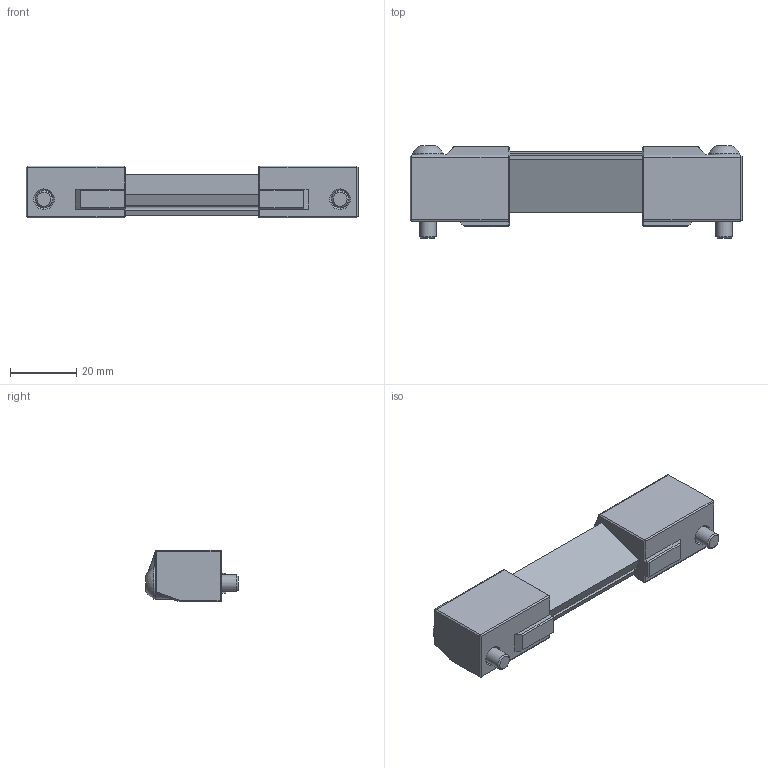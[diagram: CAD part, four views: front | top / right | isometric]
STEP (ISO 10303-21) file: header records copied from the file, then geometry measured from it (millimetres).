
FILE_DESCRIPTION(/* description */ (''),/* implementation_level */ '2;1');
FILE_NAME(/* name */ 'led_low_profile_extrusion_mount.step',/* time_stamp */ '2021-08-06T13:31:22-07:00',/* author */ (''),/* organization */ (''),/* preprocessor_version */ 'ST-DEVELOPER v18.1',/* originating_system */ 'Autodesk Translation Framework v10.9.0.1377',/* authorisation */ '');
FILE_SCHEMA (('AUTOMOTIVE_DESIGN { 1 0 10303 214 3 1 1 }'));
Length unit declared in the file: millimetre
Products named in the file (6): LED Low Profile Extrusion Mount; LED Extrusion; Mounts; Left Mount; M5x25 BHCS; Right Mount with Wire Routing
Assembly tree (6 placements, depth 3):
  LED Low Profile Extrusion Mount
    LED Extrusion
    Mounts
      Left Mount
      M5x25 BHCS  x2
      Right Mount with Wire Routing
Bounding box: 100 x 27.75 x 15.64 mm (x, y, z)
Volume: 17601.6 mm3; surface area: 14207.3 mm2
Topology: 5 solids, 5 shells, 320 faces, 751 edges, 436 vertices
Faces by surface type: plane 144, cylinder 80, cone 40, bspline 36, torus 16, sphere 4
Full cylindrical faces by diameter (mm): 5 x2, 5.4 x2, 9.5 x2
Entity records: 10517 total; most frequent: CARTESIAN_POINT 3595, DIRECTION 1419, ORIENTED_EDGE 1394, EDGE_CURVE 697, AXIS2_PLACEMENT_3D 504, LINE 411, VECTOR 411, VERTEX_POINT 410
